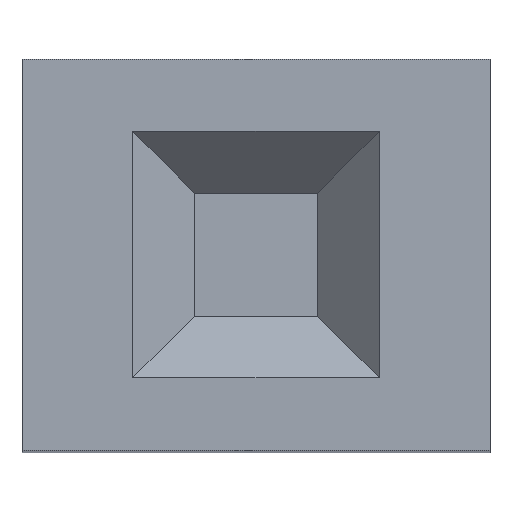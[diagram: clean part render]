
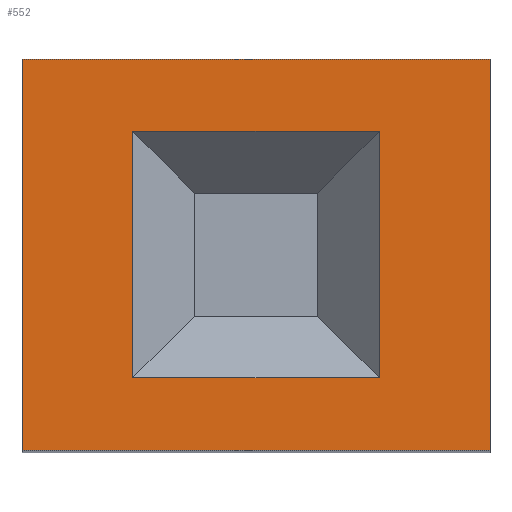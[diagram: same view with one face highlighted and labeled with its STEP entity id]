
A CAD part, top view. The second image highlights one B-rep face of the part: STEP entity #552.
In plain terms, the highlighted planar face has unit normal (0, 0, 1).
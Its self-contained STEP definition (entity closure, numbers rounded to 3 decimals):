
#3 = DIRECTION ( 'NONE',  ( 1., 0., 0. ) ) ;
#8 = DIRECTION ( 'NONE',  ( -1., 0., 0. ) ) ;
#14 = DIRECTION ( 'NONE',  ( 0., -1., 0. ) ) ;
#19 = CARTESIAN_POINT ( 'NONE',  ( 1.52, 1.27, 10. ) ) ;
#23 = CARTESIAN_POINT ( 'NONE',  ( -0.8, -0.8, 10. ) ) ;
#29 = EDGE_LOOP ( 'NONE', ( #436, #261, #622, #122 ) ) ;
#75 = VERTEX_POINT ( 'NONE', #359 ) ;
#79 = FACE_BOUND ( 'NONE', #29, .T. ) ;
#88 = VERTEX_POINT ( 'NONE', #308 ) ;
#96 = EDGE_CURVE ( 'NONE', #88, #521, #268, .T. ) ;
#98 = DIRECTION ( 'NONE',  ( -1., 0., 0. ) ) ;
#105 = DIRECTION ( 'NONE',  ( 0., 1., 0. ) ) ;
#115 = CARTESIAN_POINT ( 'NONE',  ( -0.8, 1.27, 10. ) ) ;
#116 = DIRECTION ( 'NONE',  ( -1., 0., 0. ) ) ;
#117 = LINE ( 'NONE', #228, #708 ) ;
#120 = DIRECTION ( 'NONE',  ( 0., -1., 0. ) ) ;
#121 = VERTEX_POINT ( 'NONE', #581 ) ;
#122 = ORIENTED_EDGE ( 'NONE', *, *, #176, .T. ) ;
#131 = ORIENTED_EDGE ( 'NONE', *, *, #713, .F. ) ;
#140 = ORIENTED_EDGE ( 'NONE', *, *, #508, .T. ) ;
#148 = LINE ( 'NONE', #709, #533 ) ;
#174 = CARTESIAN_POINT ( 'NONE',  ( 1.52, 1.27, 10. ) ) ;
#176 = EDGE_CURVE ( 'NONE', #372, #540, #148, .T. ) ;
#182 = VERTEX_POINT ( 'NONE', #23 ) ;
#192 = CARTESIAN_POINT ( 'NONE',  ( 1.52, -0.8, 10. ) ) ;
#228 = CARTESIAN_POINT ( 'NONE',  ( 1.52, 0.8, 10. ) ) ;
#235 = LINE ( 'NONE', #350, #656 ) ;
#250 = EDGE_CURVE ( 'NONE', #540, #182, #657, .T. ) ;
#251 = DIRECTION ( 'NONE',  ( 0., -1., 0. ) ) ;
#261 = ORIENTED_EDGE ( 'NONE', *, *, #319, .T. ) ;
#266 = LINE ( 'NONE', #174, #385 ) ;
#268 = LINE ( 'NONE', #19, #719 ) ;
#282 = CARTESIAN_POINT ( 'NONE',  ( 0.8, 0.8, 10. ) ) ;
#288 = PLANE ( 'NONE',  #648 ) ;
#293 = VERTEX_POINT ( 'NONE', #593 ) ;
#308 = CARTESIAN_POINT ( 'NONE',  ( 1.52, 1.27, 10. ) ) ;
#317 = ORIENTED_EDGE ( 'NONE', *, *, #96, .T. ) ;
#319 = EDGE_CURVE ( 'NONE', #182, #75, #511, .T. ) ;
#350 = CARTESIAN_POINT ( 'NONE',  ( -1.52, 1.27, 10. ) ) ;
#359 = CARTESIAN_POINT ( 'NONE',  ( -0.8, 0.8, 10. ) ) ;
#372 = VERTEX_POINT ( 'NONE', #282 ) ;
#377 = LINE ( 'NONE', #623, #733 ) ;
#385 = VECTOR ( 'NONE', #14, 1000. ) ;
#436 = ORIENTED_EDGE ( 'NONE', *, *, #250, .T. ) ;
#468 = CARTESIAN_POINT ( 'NONE',  ( 1.52, 1.27, 10. ) ) ;
#475 = CARTESIAN_POINT ( 'NONE',  ( 0.8, -0.8, 10. ) ) ;
#499 = EDGE_CURVE ( 'NONE', #88, #121, #266, .T. ) ;
#508 = EDGE_CURVE ( 'NONE', #521, #293, #235, .T. ) ;
#511 = LINE ( 'NONE', #115, #631 ) ;
#521 = VERTEX_POINT ( 'NONE', #640 ) ;
#533 = VECTOR ( 'NONE', #251, 1000. ) ;
#540 = VERTEX_POINT ( 'NONE', #475 ) ;
#542 = ORIENTED_EDGE ( 'NONE', *, *, #499, .F. ) ;
#552 = ADVANCED_FACE ( 'NONE', ( #79, #579 ), #288, .F. ) ;
#568 = DIRECTION ( 'NONE',  ( 0., 0., -1. ) ) ;
#579 = FACE_OUTER_BOUND ( 'NONE', #729, .T. ) ;
#581 = CARTESIAN_POINT ( 'NONE',  ( 1.52, -1.27, 10. ) ) ;
#587 = DIRECTION ( 'NONE',  ( -1., 0., 0. ) ) ;
#593 = CARTESIAN_POINT ( 'NONE',  ( -1.52, -1.27, 10. ) ) ;
#622 = ORIENTED_EDGE ( 'NONE', *, *, #693, .T. ) ;
#623 = CARTESIAN_POINT ( 'NONE',  ( 1.52, -1.27, 10. ) ) ;
#631 = VECTOR ( 'NONE', #105, 1000. ) ;
#640 = CARTESIAN_POINT ( 'NONE',  ( -1.52, 1.27, 10. ) ) ;
#648 = AXIS2_PLACEMENT_3D ( 'NONE', #468, #568, #8 ) ;
#656 = VECTOR ( 'NONE', #120, 1000. ) ;
#657 = LINE ( 'NONE', #192, #666 ) ;
#666 = VECTOR ( 'NONE', #98, 1000. ) ;
#693 = EDGE_CURVE ( 'NONE', #75, #372, #117, .T. ) ;
#708 = VECTOR ( 'NONE', #3, 1000. ) ;
#709 = CARTESIAN_POINT ( 'NONE',  ( 0.8, 1.27, 10. ) ) ;
#713 = EDGE_CURVE ( 'NONE', #121, #293, #377, .T. ) ;
#719 = VECTOR ( 'NONE', #587, 1000. ) ;
#729 = EDGE_LOOP ( 'NONE', ( #140, #131, #542, #317 ) ) ;
#733 = VECTOR ( 'NONE', #116, 1000. ) ;
